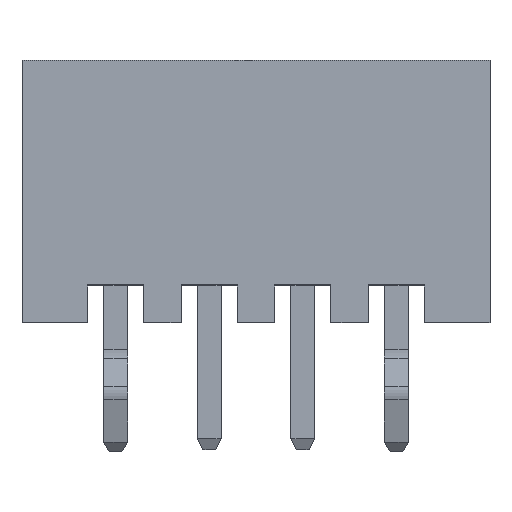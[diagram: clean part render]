
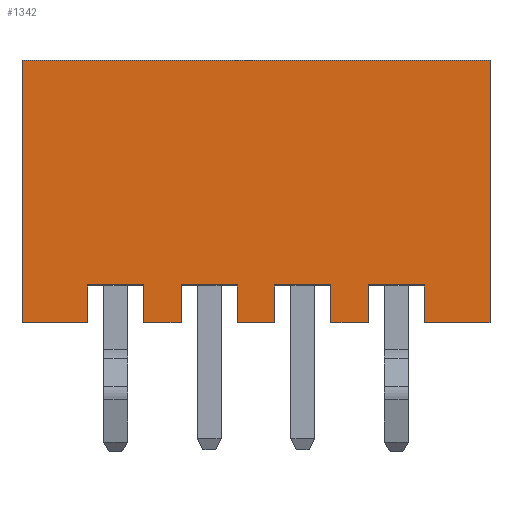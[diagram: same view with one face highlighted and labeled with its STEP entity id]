
A CAD part, top view. The second image highlights one B-rep face of the part: STEP entity #1342.
In plain terms, the highlighted planar face has unit normal (0, 0, 1).
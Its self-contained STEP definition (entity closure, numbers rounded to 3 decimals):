
#190=DIRECTION('',(0.,1.,0.));
#191=VECTOR('',#190,1.);
#192=CARTESIAN_POINT('',(-4.5,-3.5,2.875));
#193=LINE('',#192,#191);
#194=DIRECTION('',(1.,0.,0.));
#195=VECTOR('',#194,1.75);
#196=CARTESIAN_POINT('',(-6.25,-3.5,2.875));
#197=LINE('',#196,#195);
#198=DIRECTION('',(0.,-1.,0.));
#199=VECTOR('',#198,7.);
#200=CARTESIAN_POINT('',(-6.25,3.5,2.875));
#201=LINE('',#200,#199);
#202=DIRECTION('',(-1.,0.,0.));
#203=VECTOR('',#202,12.5);
#204=CARTESIAN_POINT('',(6.25,3.5,2.875));
#205=LINE('',#204,#203);
#206=DIRECTION('',(0.,1.,0.));
#207=VECTOR('',#206,7.);
#208=CARTESIAN_POINT('',(6.25,-3.5,2.875));
#209=LINE('',#208,#207);
#210=DIRECTION('',(1.,0.,0.));
#211=VECTOR('',#210,1.75);
#212=CARTESIAN_POINT('',(4.5,-3.5,2.875));
#213=LINE('',#212,#211);
#214=DIRECTION('',(0.,1.,0.));
#215=VECTOR('',#214,1.);
#216=CARTESIAN_POINT('',(4.5,-3.5,2.875));
#217=LINE('',#216,#215);
#218=DIRECTION('',(1.,0.,0.));
#219=VECTOR('',#218,1.5);
#220=CARTESIAN_POINT('',(3.,-2.5,2.875));
#221=LINE('',#220,#219);
#222=DIRECTION('',(0.,1.,0.));
#223=VECTOR('',#222,1.);
#224=CARTESIAN_POINT('',(3.,-3.5,2.875));
#225=LINE('',#224,#223);
#226=DIRECTION('',(1.,0.,0.));
#227=VECTOR('',#226,1.);
#228=CARTESIAN_POINT('',(2.,-3.5,2.875));
#229=LINE('',#228,#227);
#230=DIRECTION('',(0.,1.,0.));
#231=VECTOR('',#230,1.);
#232=CARTESIAN_POINT('',(2.,-3.5,2.875));
#233=LINE('',#232,#231);
#234=DIRECTION('',(1.,0.,0.));
#235=VECTOR('',#234,1.5);
#236=CARTESIAN_POINT('',(0.5,-2.5,2.875));
#237=LINE('',#236,#235);
#238=DIRECTION('',(0.,1.,0.));
#239=VECTOR('',#238,1.);
#240=CARTESIAN_POINT('',(0.5,-3.5,2.875));
#241=LINE('',#240,#239);
#242=DIRECTION('',(1.,0.,0.));
#243=VECTOR('',#242,1.);
#244=CARTESIAN_POINT('',(-0.5,-3.5,2.875));
#245=LINE('',#244,#243);
#246=DIRECTION('',(0.,1.,0.));
#247=VECTOR('',#246,1.);
#248=CARTESIAN_POINT('',(-0.5,-3.5,2.875));
#249=LINE('',#248,#247);
#250=DIRECTION('',(1.,0.,0.));
#251=VECTOR('',#250,1.5);
#252=CARTESIAN_POINT('',(-2.,-2.5,2.875));
#253=LINE('',#252,#251);
#254=DIRECTION('',(0.,1.,0.));
#255=VECTOR('',#254,1.);
#256=CARTESIAN_POINT('',(-2.,-3.5,2.875));
#257=LINE('',#256,#255);
#258=DIRECTION('',(1.,0.,0.));
#259=VECTOR('',#258,1.);
#260=CARTESIAN_POINT('',(-3.,-3.5,2.875));
#261=LINE('',#260,#259);
#262=DIRECTION('',(0.,1.,0.));
#263=VECTOR('',#262,1.);
#264=CARTESIAN_POINT('',(-3.,-3.5,2.875));
#265=LINE('',#264,#263);
#266=DIRECTION('',(1.,0.,0.));
#267=VECTOR('',#266,1.5);
#268=CARTESIAN_POINT('',(-4.5,-2.5,2.875));
#269=LINE('',#268,#267);
#818=CARTESIAN_POINT('',(-6.25,3.5,2.875));
#819=CARTESIAN_POINT('',(-6.25,-3.5,2.875));
#820=VERTEX_POINT('',#818);
#821=VERTEX_POINT('',#819);
#822=CARTESIAN_POINT('',(6.25,-3.5,2.875));
#823=CARTESIAN_POINT('',(6.25,3.5,2.875));
#824=VERTEX_POINT('',#822);
#825=VERTEX_POINT('',#823);
#952=CARTESIAN_POINT('',(4.5,-3.5,2.875));
#953=VERTEX_POINT('',#952);
#992=CARTESIAN_POINT('',(3.,-3.5,2.875));
#993=CARTESIAN_POINT('',(3.,-2.5,2.875));
#994=VERTEX_POINT('',#992);
#995=VERTEX_POINT('',#993);
#996=CARTESIAN_POINT('',(4.5,-2.5,2.875));
#997=VERTEX_POINT('',#996);
#1014=CARTESIAN_POINT('',(0.5,-3.5,2.875));
#1015=CARTESIAN_POINT('',(0.5,-2.5,2.875));
#1016=VERTEX_POINT('',#1014);
#1017=VERTEX_POINT('',#1015);
#1018=CARTESIAN_POINT('',(2.,-2.5,2.875));
#1019=VERTEX_POINT('',#1018);
#1020=CARTESIAN_POINT('',(2.,-3.5,2.875));
#1021=VERTEX_POINT('',#1020);
#1038=CARTESIAN_POINT('',(-2.,-3.5,2.875));
#1039=CARTESIAN_POINT('',(-2.,-2.5,2.875));
#1040=VERTEX_POINT('',#1038);
#1041=VERTEX_POINT('',#1039);
#1042=CARTESIAN_POINT('',(-0.5,-2.5,2.875));
#1043=VERTEX_POINT('',#1042);
#1044=CARTESIAN_POINT('',(-0.5,-3.5,2.875));
#1045=VERTEX_POINT('',#1044);
#1062=CARTESIAN_POINT('',(-4.5,-3.5,2.875));
#1063=CARTESIAN_POINT('',(-4.5,-2.5,2.875));
#1064=VERTEX_POINT('',#1062);
#1065=VERTEX_POINT('',#1063);
#1066=CARTESIAN_POINT('',(-3.,-2.5,2.875));
#1067=VERTEX_POINT('',#1066);
#1068=CARTESIAN_POINT('',(-3.,-3.5,2.875));
#1069=VERTEX_POINT('',#1068);
#1297=CARTESIAN_POINT('',(0.,0.,2.875));
#1298=DIRECTION('',(0.,0.,1.));
#1299=DIRECTION('',(1.,0.,0.));
#1300=AXIS2_PLACEMENT_3D('',#1297,#1298,#1299);
#1301=PLANE('',#1300);
#1303=ORIENTED_EDGE('',*,*,#1302,.F.);
#1305=ORIENTED_EDGE('',*,*,#1304,.F.);
#1306=ORIENTED_EDGE('',*,*,#1284,.F.);
#1307=ORIENTED_EDGE('',*,*,#1176,.F.);
#1309=ORIENTED_EDGE('',*,*,#1308,.F.);
#1311=ORIENTED_EDGE('',*,*,#1310,.F.);
#1313=ORIENTED_EDGE('',*,*,#1312,.T.);
#1315=ORIENTED_EDGE('',*,*,#1314,.F.);
#1317=ORIENTED_EDGE('',*,*,#1316,.F.);
#1319=ORIENTED_EDGE('',*,*,#1318,.F.);
#1321=ORIENTED_EDGE('',*,*,#1320,.T.);
#1323=ORIENTED_EDGE('',*,*,#1322,.F.);
#1325=ORIENTED_EDGE('',*,*,#1324,.F.);
#1327=ORIENTED_EDGE('',*,*,#1326,.F.);
#1329=ORIENTED_EDGE('',*,*,#1328,.T.);
#1331=ORIENTED_EDGE('',*,*,#1330,.F.);
#1333=ORIENTED_EDGE('',*,*,#1332,.F.);
#1335=ORIENTED_EDGE('',*,*,#1334,.F.);
#1337=ORIENTED_EDGE('',*,*,#1336,.T.);
#1339=ORIENTED_EDGE('',*,*,#1338,.F.);
#1340=EDGE_LOOP('',(#1303,#1305,#1306,#1307,#1309,#1311,#1313,#1315,#1317,#1319,
#1321,#1323,#1325,#1327,#1329,#1331,#1333,#1335,#1337,#1339));
#1341=FACE_OUTER_BOUND('',#1340,.F.);
#1342=ADVANCED_FACE('',(#1341),#1301,.T.);
#1176=EDGE_CURVE('',#825,#820,#205,.T.);
#1284=EDGE_CURVE('',#820,#821,#201,.T.);
#1302=EDGE_CURVE('',#1064,#1065,#193,.T.);
#1304=EDGE_CURVE('',#821,#1064,#197,.T.);
#1308=EDGE_CURVE('',#824,#825,#209,.T.);
#1310=EDGE_CURVE('',#953,#824,#213,.T.);
#1312=EDGE_CURVE('',#953,#997,#217,.T.);
#1314=EDGE_CURVE('',#995,#997,#221,.T.);
#1316=EDGE_CURVE('',#994,#995,#225,.T.);
#1318=EDGE_CURVE('',#1021,#994,#229,.T.);
#1320=EDGE_CURVE('',#1021,#1019,#233,.T.);
#1322=EDGE_CURVE('',#1017,#1019,#237,.T.);
#1324=EDGE_CURVE('',#1016,#1017,#241,.T.);
#1326=EDGE_CURVE('',#1045,#1016,#245,.T.);
#1328=EDGE_CURVE('',#1045,#1043,#249,.T.);
#1330=EDGE_CURVE('',#1041,#1043,#253,.T.);
#1332=EDGE_CURVE('',#1040,#1041,#257,.T.);
#1334=EDGE_CURVE('',#1069,#1040,#261,.T.);
#1336=EDGE_CURVE('',#1069,#1067,#265,.T.);
#1338=EDGE_CURVE('',#1065,#1067,#269,.T.);
